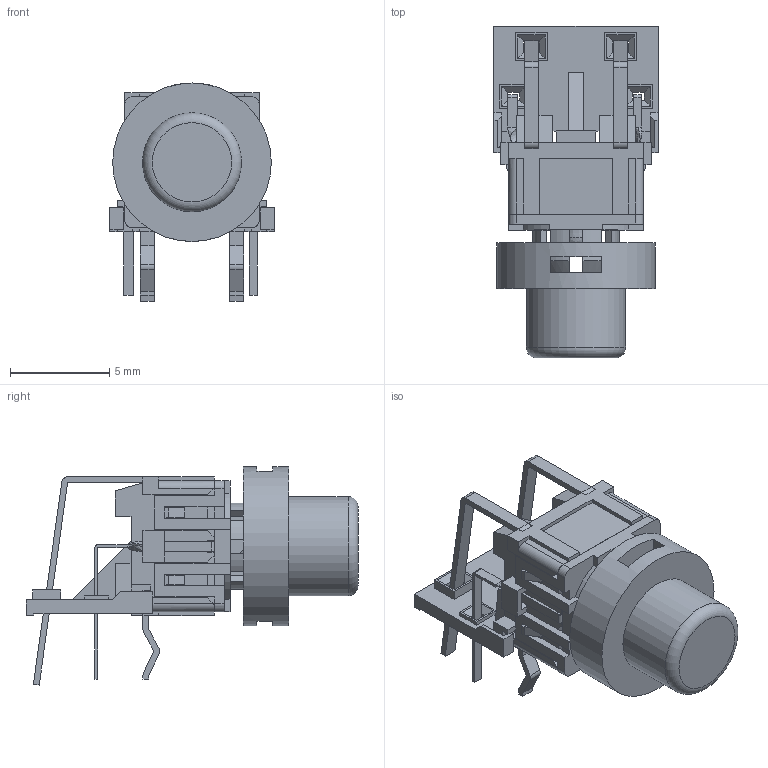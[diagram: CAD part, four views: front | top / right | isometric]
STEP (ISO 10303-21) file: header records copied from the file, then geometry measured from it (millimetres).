
FILE_DESCRIPTION((' '),'2;1');
FILE_NAME('TL1250FxxxBxRxxx.stp','2017-07-21T15:20:21',(' '),(' '),' ','ACIS',' ');
FILE_SCHEMA(('CONFIG_CONTROL_DESIGN'));
Length unit declared in the file: inch
Products named in the file (13): TL1250FxxxBxRxxx.stp; TL1250FxxxBxRxxx_ForBodies; Body1; Body2; Body3; Body4; Body5; Body6; Body7; Body8; Body9; Body10; Body11
Assembly tree (12 placements, depth 2):
  TL1250FxxxBxRxxx.stp
    TL1250FxxxBxRxxx_ForBodies
    Body1
    Body2
    Body3
    Body4
    Body5
    Body6
    Body7
    Body8
    Body9
    Body10
    Body11
Bounding box: 8.3 x 16.75 x 11 mm (x, y, z)
Volume: 305.7 mm3; surface area: 1316 mm2
Topology: 11 solids, 12 shells, 836 faces, 2288 edges, 1474 vertices
Faces by surface type: plane 645, cylinder 157, torus 13, bspline 11, cone 7, sphere 3
Full cylindrical faces by diameter (mm): 0.7 x2, 0.75 x1, 1 x1, 1.1 x1, 1.4 x1, 3.6 x2, 3.8 x1, 4.4 x1, 4.5 x1, 5 x1, 8 x1
Entity records: 28100 total; most frequent: CARTESIAN_POINT 4963, ORIENTED_EDGE 4490, DIRECTION 4300, EDGE_CURVE 2251, VECTOR 1840, LINE 1840, VERTEX_POINT 1465, AXIS2_PLACEMENT_3D 1230
